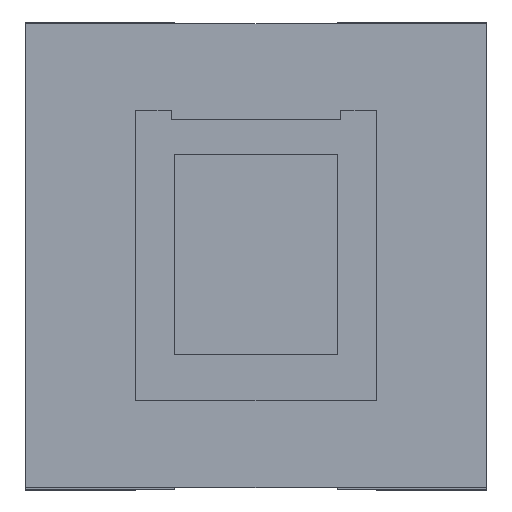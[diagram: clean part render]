
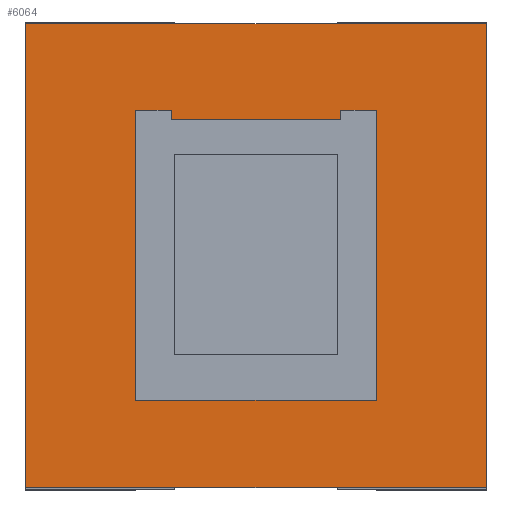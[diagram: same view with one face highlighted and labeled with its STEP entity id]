
A CAD part, top view. The second image highlights one B-rep face of the part: STEP entity #6064.
In plain terms, the highlighted planar face has unit normal (0, 0, 1).
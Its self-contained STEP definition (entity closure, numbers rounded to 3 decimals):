
#433=ORIENTED_EDGE('',*,*,#1648,.T.);
#434=ORIENTED_EDGE('',*,*,#1608,.T.);
#435=ORIENTED_EDGE('',*,*,#1651,.T.);
#436=ORIENTED_EDGE('',*,*,#1652,.T.);
#437=ORIENTED_EDGE('',*,*,#1653,.T.);
#438=ORIENTED_EDGE('',*,*,#1654,.T.);
#439=ORIENTED_EDGE('',*,*,#1655,.T.);
#440=ORIENTED_EDGE('',*,*,#1645,.T.);
#441=ORIENTED_EDGE('',*,*,#1656,.F.);
#442=ORIENTED_EDGE('',*,*,#1657,.F.);
#443=ORIENTED_EDGE('',*,*,#1658,.F.);
#444=ORIENTED_EDGE('',*,*,#1659,.F.);
#1608=EDGE_CURVE('',#2222,#2224,#2644,.T.);
#1645=EDGE_CURVE('',#2252,#2251,#2681,.T.);
#1648=EDGE_CURVE('',#2251,#2222,#2684,.T.);
#1651=EDGE_CURVE('',#2224,#2254,#2687,.T.);
#1652=EDGE_CURVE('',#2254,#2255,#2688,.T.);
#1653=EDGE_CURVE('',#2255,#2256,#2689,.T.);
#1654=EDGE_CURVE('',#2256,#2257,#2690,.T.);
#1655=EDGE_CURVE('',#2257,#2252,#2691,.T.);
#1656=EDGE_CURVE('',#2258,#2259,#2692,.T.);
#1657=EDGE_CURVE('',#2260,#2258,#2693,.T.);
#1658=EDGE_CURVE('',#2261,#2260,#2694,.T.);
#1659=EDGE_CURVE('',#2259,#2261,#2695,.T.);
#2222=VERTEX_POINT('',#7435);
#2224=VERTEX_POINT('',#7439);
#2251=VERTEX_POINT('',#7515);
#2252=VERTEX_POINT('',#7517);
#2254=VERTEX_POINT('',#7526);
#2255=VERTEX_POINT('',#7530);
#2256=VERTEX_POINT('',#7532);
#2257=VERTEX_POINT('',#7534);
#2258=VERTEX_POINT('',#7537);
#2259=VERTEX_POINT('',#7538);
#2260=VERTEX_POINT('',#7540);
#2261=VERTEX_POINT('',#7542);
#2644=LINE('',#7440,#2976);
#2681=LINE('',#7516,#3013);
#2684=LINE('',#7521,#3016);
#2687=LINE('',#7527,#3019);
#2688=LINE('',#7529,#3020);
#2689=LINE('',#7531,#3021);
#2690=LINE('',#7533,#3022);
#2691=LINE('',#7535,#3023);
#2692=LINE('',#7536,#3024);
#2693=LINE('',#7539,#3025);
#2694=LINE('',#7541,#3026);
#2695=LINE('',#7543,#3027);
#2976=VECTOR('',#6602,1000.);
#3013=VECTOR('',#6663,1000.);
#3016=VECTOR('',#6668,1000.);
#3019=VECTOR('',#6673,1000.);
#3020=VECTOR('',#6676,1000.);
#3021=VECTOR('',#6677,1000.);
#3022=VECTOR('',#6678,1000.);
#3023=VECTOR('',#6679,1000.);
#3024=VECTOR('',#6680,1000.);
#3025=VECTOR('',#6681,1000.);
#3026=VECTOR('',#6682,1000.);
#3027=VECTOR('',#6683,1000.);
#3320=EDGE_LOOP('',(#433,#434,#435,#436,#437,#438,#439,#440));
#3321=EDGE_LOOP('',(#441,#442,#443,#444));
#3634=FACE_BOUND('',#3320,.T.);
#3635=FACE_BOUND('',#3321,.T.);
#3948=PLANE('',#6359);
#6064=ADVANCED_FACE('',(#3634,#3635),#3948,.F.);
#6359=AXIS2_PLACEMENT_3D('',#7528,#6674,#6675);
#6602=DIRECTION('',(0.,1.,0.));
#6663=DIRECTION('',(0.,-1.,0.));
#6668=DIRECTION('',(-1.,0.,0.));
#6673=DIRECTION('',(1.,0.,0.));
#6674=DIRECTION('',(0.,0.,-1.));
#6675=DIRECTION('',(-1.,0.,0.));
#6676=DIRECTION('',(0.,-1.,0.));
#6677=DIRECTION('',(1.,0.,0.));
#6678=DIRECTION('',(0.,1.,0.));
#6679=DIRECTION('',(1.,0.,0.));
#6680=DIRECTION('',(0.,1.,0.));
#6681=DIRECTION('',(-1.,0.,0.));
#6682=DIRECTION('',(0.,-1.,0.));
#6683=DIRECTION('',(1.,0.,0.));
#7435=CARTESIAN_POINT('',(-1.499,-1.803,5.08));
#7439=CARTESIAN_POINT('',(-1.499,1.803,5.08));
#7440=CARTESIAN_POINT('',(-1.499,-1.803,5.08));
#7515=CARTESIAN_POINT('',(1.499,-1.803,5.08));
#7516=CARTESIAN_POINT('',(1.499,1.803,5.08));
#7517=CARTESIAN_POINT('',(1.499,1.803,5.08));
#7521=CARTESIAN_POINT('',(1.499,-1.803,5.08));
#7526=CARTESIAN_POINT('',(-1.054,1.803,5.08));
#7527=CARTESIAN_POINT('',(-1.499,1.803,5.08));
#7528=CARTESIAN_POINT('',(0.,0.,5.08));
#7529=CARTESIAN_POINT('',(-1.054,1.803,5.08));
#7530=CARTESIAN_POINT('',(-1.054,1.693,5.08));
#7531=CARTESIAN_POINT('',(-1.054,1.693,5.08));
#7532=CARTESIAN_POINT('',(1.054,1.693,5.08));
#7533=CARTESIAN_POINT('',(1.054,1.693,5.08));
#7534=CARTESIAN_POINT('',(1.054,1.803,5.08));
#7535=CARTESIAN_POINT('',(-1.499,1.803,5.08));
#7536=CARTESIAN_POINT('',(-2.868,-2.908,5.08));
#7537=CARTESIAN_POINT('',(-2.868,-2.883,5.08));
#7538=CARTESIAN_POINT('',(-2.868,2.883,5.08));
#7539=CARTESIAN_POINT('',(2.87,-2.883,5.08));
#7540=CARTESIAN_POINT('',(2.868,-2.883,5.08));
#7541=CARTESIAN_POINT('',(2.868,2.883,5.08));
#7542=CARTESIAN_POINT('',(2.868,2.883,5.08));
#7543=CARTESIAN_POINT('',(-2.87,2.883,5.08));
